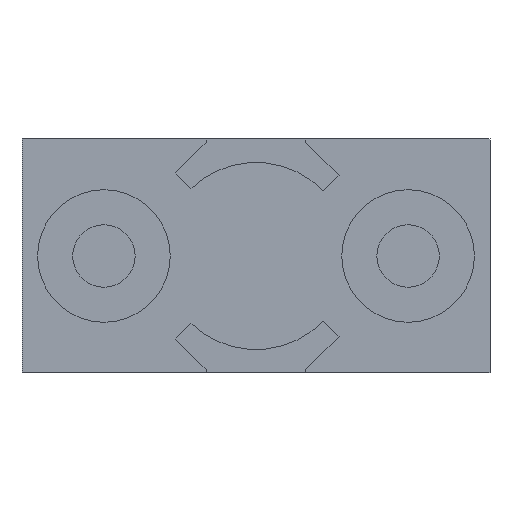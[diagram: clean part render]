
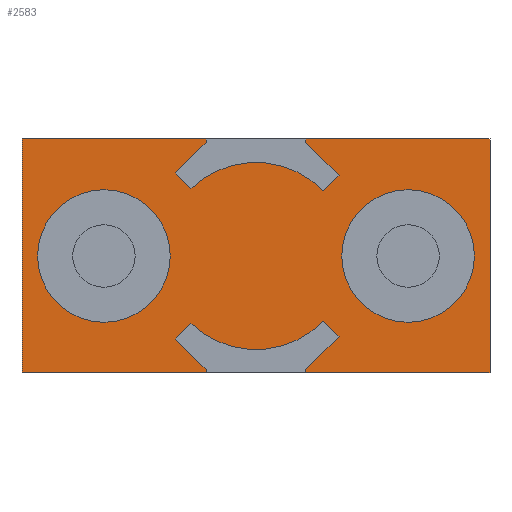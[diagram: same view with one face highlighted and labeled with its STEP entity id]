
A CAD part, front view. The second image highlights one B-rep face of the part: STEP entity #2583.
In plain terms, the highlighted planar face has unit normal (0, -1, 0).
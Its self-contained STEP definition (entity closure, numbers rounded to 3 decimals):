
#788=CARTESIAN_POINT('',(-5.5,0.,0.));
#789=VERTEX_POINT('',#788);
#790=CARTESIAN_POINT('',(-9.75,0.,0.0));
#791=DIRECTION('',(0.0,1.0,0.0));
#792=DIRECTION('',(-1.0,0.0,0.0));
#793=AXIS2_PLACEMENT_3D('',#790,#791,#792);
#794=CIRCLE('',#793,4.25);
#795=EDGE_CURVE('',#789,#789,#794,.T.);
#828=CARTESIAN_POINT('',(14.,0.,0.));
#829=VERTEX_POINT('',#828);
#830=CARTESIAN_POINT('',(9.75,0.,0.0));
#831=DIRECTION('',(0.0,1.0,0.0));
#832=DIRECTION('',(-1.0,0.0,0.0));
#833=AXIS2_PLACEMENT_3D('',#830,#831,#832);
#834=CIRCLE('',#833,4.25);
#835=EDGE_CURVE('',#829,#829,#834,.T.);
#881=CARTESIAN_POINT('',(15.0,0.,-7.5));
#882=VERTEX_POINT('',#881);
#889=CARTESIAN_POINT('',(3.2,0.,-7.5));
#890=VERTEX_POINT('',#889);
#891=CARTESIAN_POINT('',(3.2,0.,-7.5));
#892=DIRECTION('',(1.0,0.0,0.0));
#893=VECTOR('',#892,11.8);
#894=LINE('',#891,#893);
#895=EDGE_CURVE('',#890,#882,#894,.T.);
#913=CARTESIAN_POINT('',(-3.2,0.,-7.5));
#914=VERTEX_POINT('',#913);
#921=CARTESIAN_POINT('',(-15.0,0.,-7.5));
#922=VERTEX_POINT('',#921);
#923=CARTESIAN_POINT('',(-15.0,0.,-7.5));
#924=DIRECTION('',(1.0,0.0,0.0));
#925=VECTOR('',#924,11.8);
#926=LINE('',#923,#925);
#927=EDGE_CURVE('',#922,#914,#926,.T.);
#1061=CARTESIAN_POINT('',(15.0,0.,7.5));
#1062=VERTEX_POINT('',#1061);
#1069=CARTESIAN_POINT('',(15.0,0.,7.5));
#1070=DIRECTION('',(0.0,0.0,-1.0));
#1071=VECTOR('',#1070,15.0);
#1072=LINE('',#1069,#1071);
#1073=EDGE_CURVE('',#1062,#882,#1072,.T.);
#1111=CARTESIAN_POINT('',(-15.0,0.,7.5));
#1112=VERTEX_POINT('',#1111);
#1119=CARTESIAN_POINT('',(-3.2,0.,7.5));
#1120=VERTEX_POINT('',#1119);
#1121=CARTESIAN_POINT('',(-3.2,0.,7.5));
#1122=DIRECTION('',(-1.0,0.0,0.0));
#1123=VECTOR('',#1122,11.8);
#1124=LINE('',#1121,#1123);
#1125=EDGE_CURVE('',#1120,#1112,#1124,.T.);
#1143=CARTESIAN_POINT('',(3.2,0.,7.5));
#1144=VERTEX_POINT('',#1143);
#1151=CARTESIAN_POINT('',(15.0,0.,7.5));
#1152=DIRECTION('',(-1.0,0.0,0.0));
#1153=VECTOR('',#1152,11.8);
#1154=LINE('',#1151,#1153);
#1155=EDGE_CURVE('',#1062,#1144,#1154,.T.);
#1268=CARTESIAN_POINT('',(-15.0,0.,7.5));
#1269=DIRECTION('',(0.0,0.0,-1.0));
#1270=VECTOR('',#1269,15.0);
#1271=LINE('',#1268,#1270);
#1272=EDGE_CURVE('',#1112,#922,#1271,.T.);
#2113=CARTESIAN_POINT('',(-5.177,0.,5.323));
#2114=VERTEX_POINT('',#2113);
#2121=CARTESIAN_POINT('',(-4.169,0.,4.315));
#2122=VERTEX_POINT('',#2121);
#2123=CARTESIAN_POINT('',(-4.169,0.,4.315));
#2124=DIRECTION('',(-0.707,0.0,0.707));
#2125=VECTOR('',#2124,1.426);
#2126=LINE('',#2123,#2125);
#2127=EDGE_CURVE('',#2122,#2114,#2126,.T.);
#2153=CARTESIAN_POINT('',(4.315,0.,4.169));
#2154=VERTEX_POINT('',#2153);
#2155=CARTESIAN_POINT('',(0.,0.,0.));
#2156=DIRECTION('',(0.0,-1.0,0.0));
#2157=DIRECTION('',(-0.719,0.0,-0.695));
#2158=AXIS2_PLACEMENT_3D('',#2155,#2156,#2157);
#2159=CIRCLE('',#2158,6.);
#2160=EDGE_CURVE('',#2154,#2122,#2159,.T.);
#2185=CARTESIAN_POINT('',(5.323,0.,5.177));
#2186=VERTEX_POINT('',#2185);
#2187=CARTESIAN_POINT('',(5.323,0.,5.177));
#2188=DIRECTION('',(-0.707,0.0,-0.707));
#2189=VECTOR('',#2188,1.426);
#2190=LINE('',#2187,#2189);
#2191=EDGE_CURVE('',#2186,#2154,#2190,.T.);
#2216=CARTESIAN_POINT('',(3.2,0.,7.3));
#2217=VERTEX_POINT('',#2216);
#2218=CARTESIAN_POINT('',(3.2,0.,7.3));
#2219=DIRECTION('',(0.707,0.0,-0.707));
#2220=VECTOR('',#2219,3.002);
#2221=LINE('',#2218,#2220);
#2222=EDGE_CURVE('',#2217,#2186,#2221,.T.);
#2245=CARTESIAN_POINT('',(3.2,0.,7.5));
#2246=DIRECTION('',(0.0,0.0,-1.0));
#2247=VECTOR('',#2246,0.2);
#2248=LINE('',#2245,#2247);
#2249=EDGE_CURVE('',#1144,#2217,#2248,.T.);
#2269=CARTESIAN_POINT('',(-3.2,0.,7.3));
#2270=VERTEX_POINT('',#2269);
#2271=CARTESIAN_POINT('',(-3.2,0.,7.3));
#2272=DIRECTION('',(0.0,0.0,1.0));
#2273=VECTOR('',#2272,0.2);
#2274=LINE('',#2271,#2273);
#2275=EDGE_CURVE('',#2270,#1120,#2274,.T.);
#2298=CARTESIAN_POINT('',(-5.177,0.,5.323));
#2299=DIRECTION('',(0.707,0.0,0.707));
#2300=VECTOR('',#2299,2.796);
#2301=LINE('',#2298,#2300);
#2302=EDGE_CURVE('',#2114,#2270,#2301,.T.);
#2339=CARTESIAN_POINT('',(-5.177,0.,-5.323));
#2340=VERTEX_POINT('',#2339);
#2347=CARTESIAN_POINT('',(-3.2,0.,-7.3));
#2348=VERTEX_POINT('',#2347);
#2349=CARTESIAN_POINT('',(-3.2,0.,-7.3));
#2350=DIRECTION('',(-0.707,0.0,0.707));
#2351=VECTOR('',#2350,2.796);
#2352=LINE('',#2349,#2351);
#2353=EDGE_CURVE('',#2348,#2340,#2352,.T.);
#2376=CARTESIAN_POINT('',(-3.2,0.,-7.5));
#2377=DIRECTION('',(0.0,0.0,1.0));
#2378=VECTOR('',#2377,0.2);
#2379=LINE('',#2376,#2378);
#2380=EDGE_CURVE('',#914,#2348,#2379,.T.);
#2400=CARTESIAN_POINT('',(3.2,0.,-7.3));
#2401=VERTEX_POINT('',#2400);
#2402=CARTESIAN_POINT('',(3.2,0.,-7.3));
#2403=DIRECTION('',(0.0,0.0,-1.0));
#2404=VECTOR('',#2403,0.2);
#2405=LINE('',#2402,#2404);
#2406=EDGE_CURVE('',#2401,#890,#2405,.T.);
#2431=CARTESIAN_POINT('',(5.323,0.,-5.177));
#2432=VERTEX_POINT('',#2431);
#2433=CARTESIAN_POINT('',(5.323,0.,-5.177));
#2434=DIRECTION('',(-0.707,0.0,-0.707));
#2435=VECTOR('',#2434,3.002);
#2436=LINE('',#2433,#2435);
#2437=EDGE_CURVE('',#2432,#2401,#2436,.T.);
#2462=CARTESIAN_POINT('',(4.315,0.,-4.169));
#2463=VERTEX_POINT('',#2462);
#2464=CARTESIAN_POINT('',(4.315,0.,-4.169));
#2465=DIRECTION('',(0.707,0.0,-0.707));
#2466=VECTOR('',#2465,1.426);
#2467=LINE('',#2464,#2466);
#2468=EDGE_CURVE('',#2463,#2432,#2467,.T.);
#2494=CARTESIAN_POINT('',(-4.169,0.,-4.315));
#2495=VERTEX_POINT('',#2494);
#2496=CARTESIAN_POINT('',(0.,0.,0.));
#2497=DIRECTION('',(0.0,-1.0,0.0));
#2498=DIRECTION('',(-0.695,0.0,-0.719));
#2499=AXIS2_PLACEMENT_3D('',#2496,#2497,#2498);
#2500=CIRCLE('',#2499,6.);
#2501=EDGE_CURVE('',#2495,#2463,#2500,.T.);
#2524=CARTESIAN_POINT('',(-5.177,0.,-5.323));
#2525=DIRECTION('',(0.707,0.0,0.707));
#2526=VECTOR('',#2525,1.426);
#2527=LINE('',#2524,#2526);
#2528=EDGE_CURVE('',#2340,#2495,#2527,.T.);
#2550=CARTESIAN_POINT('',(15.0,0.,0.0));
#2551=DIRECTION('',(0.0,-1.0,0.0));
#2552=DIRECTION('',(0.0,0.0,-1.0));
#2553=AXIS2_PLACEMENT_3D('',#2550,#2551,#2552);
#2554=PLANE('',#2553);
#2555=ORIENTED_EDGE('',*,*,#2249,.T.);
#2556=ORIENTED_EDGE('',*,*,#2222,.T.);
#2557=ORIENTED_EDGE('',*,*,#2191,.T.);
#2558=ORIENTED_EDGE('',*,*,#2160,.T.);
#2559=ORIENTED_EDGE('',*,*,#2127,.T.);
#2560=ORIENTED_EDGE('',*,*,#2302,.T.);
#2561=ORIENTED_EDGE('',*,*,#2275,.T.);
#2562=ORIENTED_EDGE('',*,*,#1125,.T.);
#2563=ORIENTED_EDGE('',*,*,#1272,.T.);
#2564=ORIENTED_EDGE('',*,*,#927,.T.);
#2565=ORIENTED_EDGE('',*,*,#2380,.T.);
#2566=ORIENTED_EDGE('',*,*,#2353,.T.);
#2567=ORIENTED_EDGE('',*,*,#2528,.T.);
#2568=ORIENTED_EDGE('',*,*,#2501,.T.);
#2569=ORIENTED_EDGE('',*,*,#2468,.T.);
#2570=ORIENTED_EDGE('',*,*,#2437,.T.);
#2571=ORIENTED_EDGE('',*,*,#2406,.T.);
#2572=ORIENTED_EDGE('',*,*,#895,.T.);
#2573=ORIENTED_EDGE('',*,*,#1073,.F.);
#2574=ORIENTED_EDGE('',*,*,#1155,.T.);
#2575=EDGE_LOOP('',(#2555,#2556,#2557,#2558,#2559,#2560,#2561,#2562,#2563,#2564,#2565,#2566,#2567,#2568,#2569,#2570,#2571,#2572,#2573,#2574));
#2576=FACE_OUTER_BOUND('',#2575,.T.);
#2577=ORIENTED_EDGE('',*,*,#795,.T.);
#2578=EDGE_LOOP('',(#2577));
#2579=FACE_BOUND('',#2578,.T.);
#2580=ORIENTED_EDGE('',*,*,#835,.T.);
#2581=EDGE_LOOP('',(#2580));
#2582=FACE_BOUND('',#2581,.T.);
#2583=ADVANCED_FACE('',(#2576,#2579,#2582),#2554,.T.);
